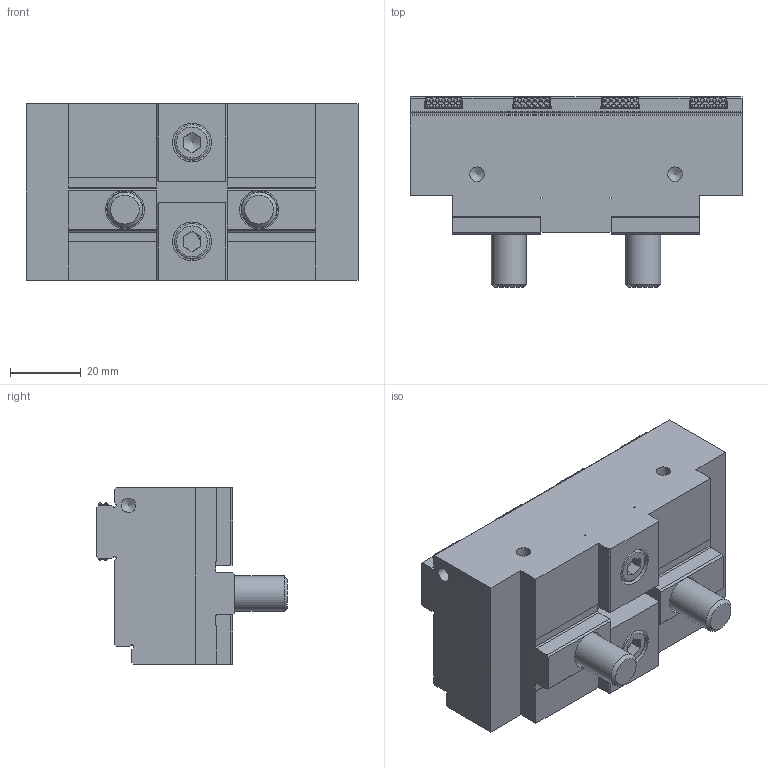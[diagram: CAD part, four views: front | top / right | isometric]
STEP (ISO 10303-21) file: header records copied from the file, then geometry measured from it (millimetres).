
FILE_DESCRIPTION(/* description */ (''),/* implementation_level */ '2;1');
FILE_NAME(/* name */ '301-0094-012_Kunde.stp',/* time_stamp */ '2023-01-20T13:12:16+01:00',/* author */ ('Chiacchiera'),/* organization */ (''),/* preprocessor_version */ 'ST-DEVELOPER v19.2',/* originating_system */ 'Autodesk Inventor 2023',/* authorisation */ '');
FILE_SCHEMA (('AUTOMOTIVE_DESIGN { 1 0 10303 214 3 1 1 }'));
Length unit declared in the file: millimetre
Products named in the file (1): 301-0094-012_Kunde
Bounding box: 94 x 54 x 50 mm (x, y, z)
Volume: 133376.2 mm3; surface area: 30955.1 mm2
Topology: 1 solids, 17 shells, 999 faces, 2797 edges, 1822 vertices
Faces by surface type: plane 587, cylinder 311, cone 86, torus 15
Full cylindrical faces by diameter (mm): 2.459 x7, 3 x7, 3.5 x7, 4.134 x4, 4.917 x2, 5 x7, 6 x2, 6.3 x2, 10 x4, 11 x4, 16 x2, 18 x2
Entity records: 36276 total; most frequent: CARTESIAN_POINT 9849, ORIENTED_EDGE 5532, DIRECTION 5006, EDGE_CURVE 2766, VERTEX_POINT 1822, LINE 1676, VECTOR 1676, AXIS2_PLACEMENT_3D 1665
